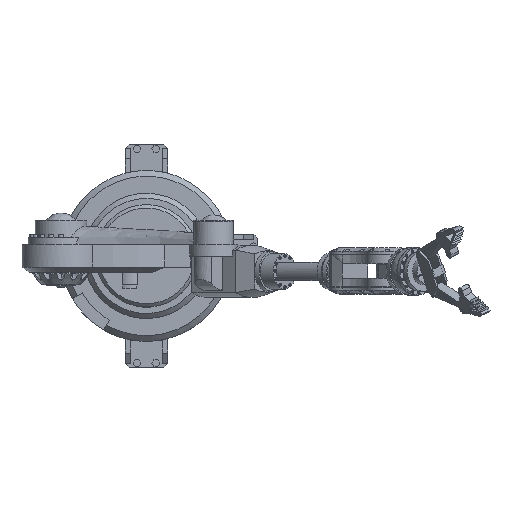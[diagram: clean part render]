
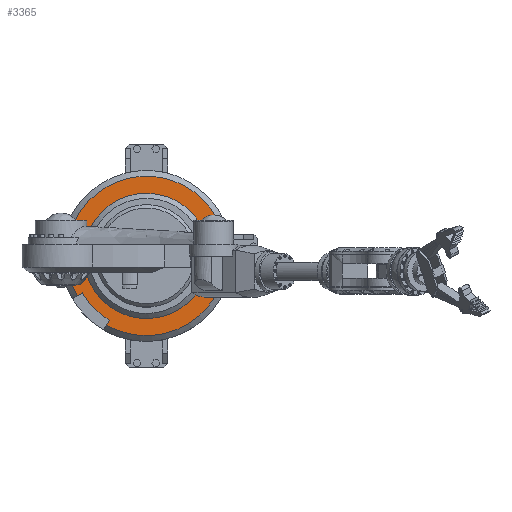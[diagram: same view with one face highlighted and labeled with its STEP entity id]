
A CAD part, top view. The second image highlights one B-rep face of the part: STEP entity #3365.
In plain terms, the highlighted free-form (B-spline) face has degree [1, 1] with [2, 2] control points.
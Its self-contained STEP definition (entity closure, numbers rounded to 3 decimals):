
#95 = VERTEX_POINT('',#96);
#96 = CARTESIAN_POINT('',(155.829,0.,
    106.247));
#101 = EDGE_CURVE('',#95,#95,#102,.T.);
#102 = ( BOUNDED_CURVE() B_SPLINE_CURVE(2,(#103,#104,#105,#106,#107,#108
,#109),.UNSPECIFIED.,.T.,.F.) B_SPLINE_CURVE_WITH_KNOTS((3,2,2,3),(
    3.142,5.236,7.33,9.425),
.PIECEWISE_BEZIER_KNOTS.) CURVE() GEOMETRIC_REPRESENTATION_ITEM() 
RATIONAL_B_SPLINE_CURVE((1.,0.5,1.,0.5,1.,0.5,1.)) REPRESENTATION_ITEM(
  '') );
#103 = CARTESIAN_POINT('',(155.829,0.,
    106.247));
#104 = CARTESIAN_POINT('',(155.829,-269.903,
    106.247));
#105 = CARTESIAN_POINT('',(-77.914,-134.952,106.247
    ));
#106 = CARTESIAN_POINT('',(-311.657,0.,
    106.247));
#107 = CARTESIAN_POINT('',(-77.914,134.952,
    106.247));
#108 = CARTESIAN_POINT('',(155.829,269.903,
    106.247));
#109 = CARTESIAN_POINT('',(155.829,0.,
    106.247));
#147 = VERTEX_POINT('',#148);
#148 = CARTESIAN_POINT('',(-99.164,-171.757,
    106.247));
#155 = EDGE_CURVE('',#156,#147,#158,.T.);
#156 = VERTEX_POINT('',#157);
#157 = CARTESIAN_POINT('',(-92.081,-159.488,
    106.247));
#158 = B_SPLINE_CURVE_WITH_KNOTS('',1,(#159,#160),.UNSPECIFIED.,.F.,.F.,
  (2,2),(65.,75.),.PIECEWISE_BEZIER_KNOTS.);
#159 = CARTESIAN_POINT('',(-92.081,-159.488,
    106.247));
#160 = CARTESIAN_POINT('',(-99.164,-171.757,
    106.247));
#192 = VERTEX_POINT('',#193);
#193 = CARTESIAN_POINT('',(-171.757,-99.164,
    106.247));
#213 = VERTEX_POINT('',#214);
#214 = CARTESIAN_POINT('',(-159.488,-92.081,
    106.247));
#219 = EDGE_CURVE('',#192,#213,#220,.T.);
#220 = B_SPLINE_CURVE_WITH_KNOTS('',1,(#221,#222),.UNSPECIFIED.,.F.,.F.,
  (2,2),(-65.,-55.),.PIECEWISE_BEZIER_KNOTS.);
#221 = CARTESIAN_POINT('',(-171.757,-99.164,
    106.247));
#222 = CARTESIAN_POINT('',(-159.488,-92.081,
    106.247));
#232 = EDGE_CURVE('',#213,#156,#233,.T.);
#233 = ( BOUNDED_CURVE() B_SPLINE_CURVE(2,(#234,#235,#236),
.UNSPECIFIED.,.F.,.F.) B_SPLINE_CURVE_WITH_KNOTS((3,3),(0.524,
1.047),.PIECEWISE_BEZIER_KNOTS.) CURVE() 
GEOMETRIC_REPRESENTATION_ITEM() RATIONAL_B_SPLINE_CURVE((1.,
0.966,1.)) REPRESENTATION_ITEM('') );
#234 = CARTESIAN_POINT('',(-159.488,-92.081,
    106.247));
#235 = CARTESIAN_POINT('',(-134.815,-134.815,
    106.247));
#236 = CARTESIAN_POINT('',(-92.081,-159.488,
    106.247));
#409 = EDGE_CURVE('',#192,#147,#410,.T.);
#410 = ( BOUNDED_CURVE() B_SPLINE_CURVE(2,(#411,#412,#413,#414,#415,#416
,#417),.UNSPECIFIED.,.F.,.F.) B_SPLINE_CURVE_WITH_KNOTS((3,2,2,3),(
    2.618,4.538,6.458,8.378),
.PIECEWISE_BEZIER_KNOTS.) CURVE() GEOMETRIC_REPRESENTATION_ITEM() 
RATIONAL_B_SPLINE_CURVE((1.,0.574,1.,0.574,1.,
0.574,1.)) REPRESENTATION_ITEM('') );
#411 = CARTESIAN_POINT('',(-171.757,-99.164,
    106.247));
#412 = CARTESIAN_POINT('',(-313.377,146.13,
    106.247));
#413 = CARTESIAN_POINT('',(-34.439,195.314,
    106.247));
#414 = CARTESIAN_POINT('',(244.499,244.499,
    106.247));
#415 = CARTESIAN_POINT('',(195.314,-34.439,
    106.247));
#416 = CARTESIAN_POINT('',(146.13,-313.377,
    106.247));
#417 = CARTESIAN_POINT('',(-99.164,-171.757,
    106.247));
#3365 = ADVANCED_FACE('',(#3366,#3372),#3375,.T.);
#3366 = FACE_BOUND('',#3367,.T.);
#3367 = EDGE_LOOP('',(#3368,#3369,#3370,#3371));
#3368 = ORIENTED_EDGE('',*,*,#155,.T.);
#3369 = ORIENTED_EDGE('',*,*,#409,.F.);
#3370 = ORIENTED_EDGE('',*,*,#219,.T.);
#3371 = ORIENTED_EDGE('',*,*,#232,.T.);
#3372 = FACE_BOUND('',#3373,.T.);
#3373 = EDGE_LOOP('',(#3374));
#3374 = ORIENTED_EDGE('',*,*,#101,.T.);
#3375 = B_SPLINE_SURFACE_WITH_KNOTS('',1,1,(
    (#3376,#3377)
    ,(#3378,#3379
    )),.UNSPECIFIED.,.F.,.F.,.F.,(2,2),(2,2),(-140.,140.),(-140.,140.),
  .PIECEWISE_BEZIER_KNOTS.);
#3376 = CARTESIAN_POINT('',(-198.327,-198.327,
    106.247));
#3377 = CARTESIAN_POINT('',(-198.327,198.327,
    106.247));
#3378 = CARTESIAN_POINT('',(198.327,-198.327,
    106.247));
#3379 = CARTESIAN_POINT('',(198.327,198.327,
    106.247));
